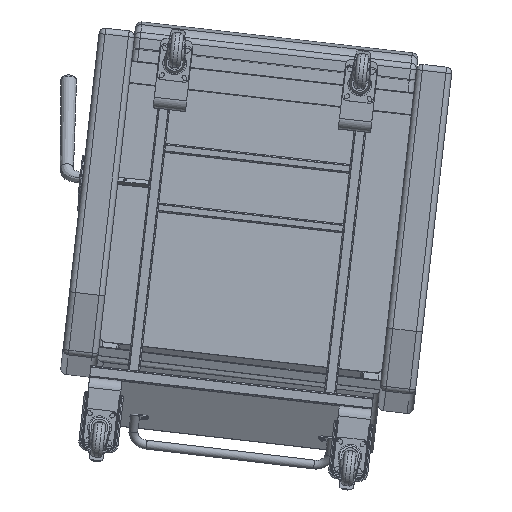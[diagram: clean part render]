
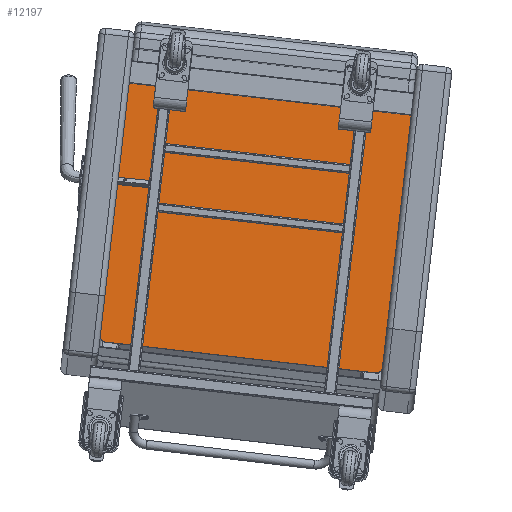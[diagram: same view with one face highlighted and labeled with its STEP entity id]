
A CAD part, front view. The second image highlights one B-rep face of the part: STEP entity #12197.
In plain terms, the highlighted face is planar.
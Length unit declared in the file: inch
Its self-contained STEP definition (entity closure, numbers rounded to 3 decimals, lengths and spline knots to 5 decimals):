
#503=PLANE('',#13314);
#1205=LINE('',#19251,#2101);
#1222=LINE('',#19362,#2118);
#1223=LINE('',#19364,#2119);
#1224=LINE('',#19365,#2120);
#2101=VECTOR('',#15168,0.3937);
#2118=VECTOR('',#15263,0.3937);
#2119=VECTOR('',#15264,0.3937);
#2120=VECTOR('',#15265,0.3937);
#3344=FACE_OUTER_BOUND('',#4124,.T.);
#4124=EDGE_LOOP('',(#8938,#8939,#8940,#8941,#8942,#8943));
#4970=CIRCLE('',#13250,0.5);
#4995=CIRCLE('',#13295,0.5);
#5618=VERTEX_POINT('',#19199);
#5619=VERTEX_POINT('',#19201);
#5635=VERTEX_POINT('',#19249);
#5648=VERTEX_POINT('',#19331);
#5655=VERTEX_POINT('',#19361);
#5656=VERTEX_POINT('',#19363);
#6851=EDGE_CURVE('',#5618,#5619,#4970,.T.);
#6876=EDGE_CURVE('',#5618,#5635,#1205,.T.);
#6900=EDGE_CURVE('',#5648,#5635,#4995,.T.);
#6914=EDGE_CURVE('',#5655,#5648,#1222,.T.);
#6915=EDGE_CURVE('',#5656,#5655,#1223,.T.);
#6916=EDGE_CURVE('',#5656,#5619,#1224,.T.);
#8938=ORIENTED_EDGE('',*,*,#6851,.F.);
#8939=ORIENTED_EDGE('',*,*,#6876,.T.);
#8940=ORIENTED_EDGE('',*,*,#6900,.F.);
#8941=ORIENTED_EDGE('',*,*,#6914,.F.);
#8942=ORIENTED_EDGE('',*,*,#6915,.F.);
#8943=ORIENTED_EDGE('',*,*,#6916,.T.);
#12197=ADVANCED_FACE('',(#3344),#503,.T.);
#13250=AXIS2_PLACEMENT_3D('',#19202,#15109,#15110);
#13295=AXIS2_PLACEMENT_3D('',#19333,#15221,#15222);
#13314=AXIS2_PLACEMENT_3D('',#19360,#15261,#15262);
#15109=DIRECTION('center_axis',(0.,1.,0.));
#15110=DIRECTION('ref_axis',(-0.707,0.,-0.707));
#15168=DIRECTION('',(1.,0.,0.));
#15221=DIRECTION('center_axis',(0.,1.,0.));
#15222=DIRECTION('ref_axis',(0.707,0.,-0.707));
#15261=DIRECTION('center_axis',(0.,-1.,0.));
#15262=DIRECTION('ref_axis',(0.,0.,-1.));
#15263=DIRECTION('',(0.,0.,-1.));
#15264=DIRECTION('',(1.,0.,0.));
#15265=DIRECTION('',(0.,0.,-1.));
#19199=CARTESIAN_POINT('',(0.5,0.,0.));
#19201=CARTESIAN_POINT('',(0.,0.,0.5));
#19202=CARTESIAN_POINT('Origin',(0.5,0.,0.5));
#19249=CARTESIAN_POINT('',(23.5,0.,0.));
#19251=CARTESIAN_POINT('',(0.,0.,0.));
#19331=CARTESIAN_POINT('',(24.,0.,0.5));
#19333=CARTESIAN_POINT('Origin',(23.5,0.,0.5));
#19360=CARTESIAN_POINT('Origin',(0.,0.,22.));
#19361=CARTESIAN_POINT('',(24.,0.,22.));
#19362=CARTESIAN_POINT('',(24.,0.,22.));
#19363=CARTESIAN_POINT('',(0.,0.,22.));
#19364=CARTESIAN_POINT('',(0.,0.,22.));
#19365=CARTESIAN_POINT('',(0.,0.,22.));
